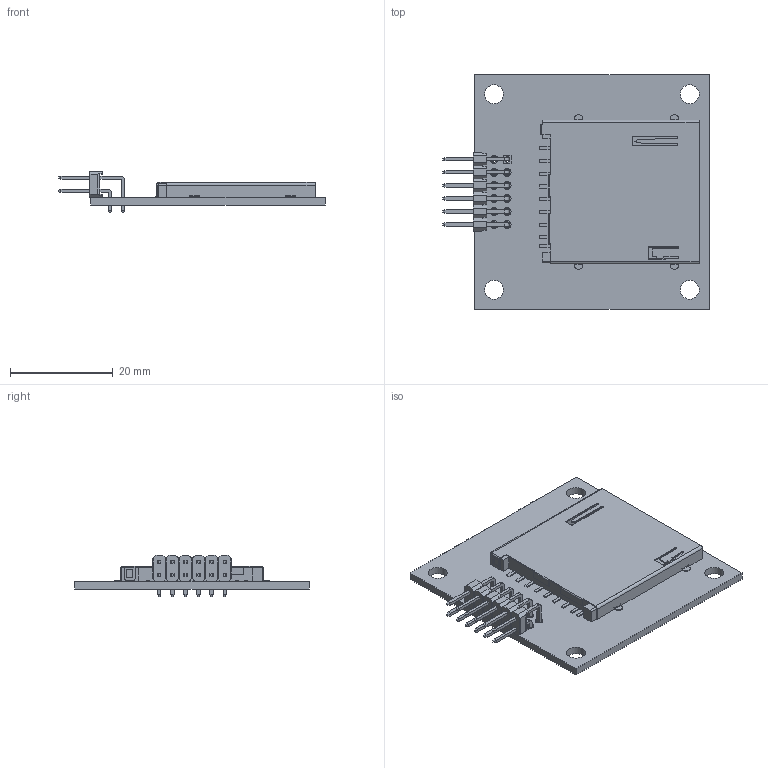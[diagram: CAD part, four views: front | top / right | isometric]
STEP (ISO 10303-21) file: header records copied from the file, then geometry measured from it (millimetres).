
FILE_DESCRIPTION(/* description */ ('Alibre Inc.'),/* implementation_level */ '2;1');
FILE_NAME(/* name */ 'export0',/* time_stamp */ '2017-08-03T11:09:59-07:00',/* author */ (''),/* organization */ (''),/* preprocessor_version */ 'ST-DEVELOPER v14',/* originating_system */ 'Alibre',/* authorisation */ '');
FILE_SCHEMA (('AUTOMOTIVE_DESIGN'));
Length unit declared in the file: centimetre
Bounding box: 51.93 x 45.72 x 8.08 mm (x, y, z)
Volume: 4231.2 mm3; surface area: 8471.8 mm2
Topology: 4 solids, 4 shells, 666 faces, 1707 edges, 1097 vertices
Faces by surface type: plane 550, cylinder 116
Full cylindrical faces by diameter (mm): 1.067 x12, 1.5 x22, 3.658 x4
Entity records: 18748 total; most frequent: ORIENTED_EDGE 3294, CARTESIAN_POINT 3179, DIRECTION 2447, EDGE_CURVE 1647, VECTOR 1325, LINE 1325, VERTEX_POINT 1075, EDGE_LOOP 790
